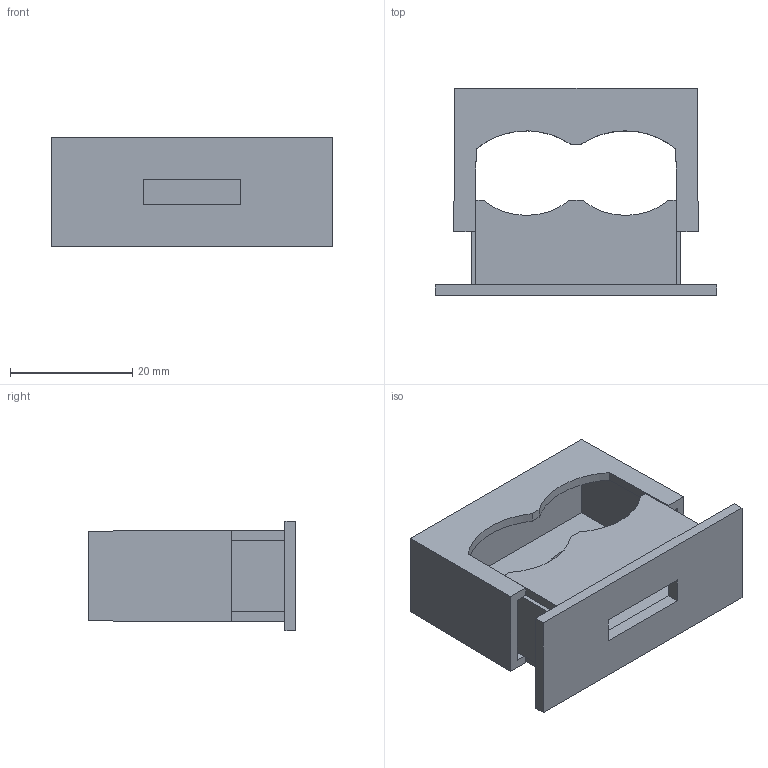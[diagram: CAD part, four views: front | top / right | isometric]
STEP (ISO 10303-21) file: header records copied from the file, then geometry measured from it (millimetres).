
FILE_DESCRIPTION (( 'STEP AP214' ), '1' );
FILE_NAME ('ES110-06.STEP', '2020-02-10T14:40:22', ( '' ), ( '' ), 'SwSTEP 2.0', 'SolidWorks 2018', '' );
FILE_SCHEMA (( 'AUTOMOTIVE_DESIGN' ));
Length unit declared in the file: millimetre
Products named in the file (3): ES110-06-01_Standard; ES110-06; ES110-06-02_Standard
Assembly tree (2 placements, depth 2):
  ES110-06
    ES110-06-01_Standard
    ES110-06-02_Standard
Bounding box: 46 x 34 x 18 mm (x, y, z)
Volume: 6116.4 mm3; surface area: 8063.4 mm2
Topology: 2 solids, 2 shells, 57 faces, 156 edges, 104 vertices
Faces by surface type: plane 49, cylinder 8
Entity records: 1892 total; most frequent: CARTESIAN_POINT 346, ORIENTED_EDGE 312, DIRECTION 280, EDGE_CURVE 156, VECTOR 140, LINE 140, VERTEX_POINT 104, AXIS2_PLACEMENT_3D 70
